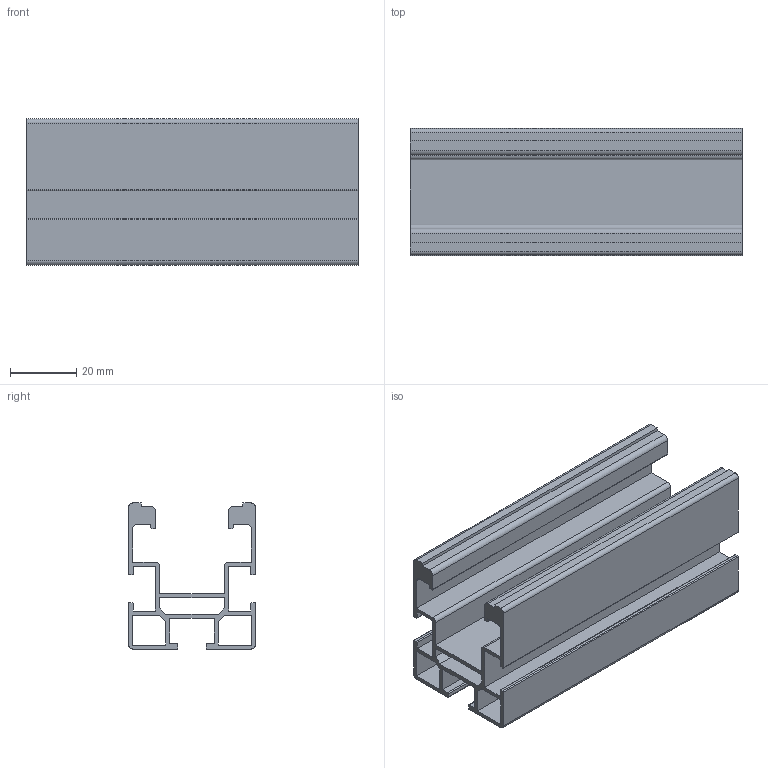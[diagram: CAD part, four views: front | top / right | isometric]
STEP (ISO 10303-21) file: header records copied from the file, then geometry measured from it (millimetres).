
FILE_DESCRIPTION(/* description */ ('NOSNÍK 90601 Solar'),/* implementation_level */ '2;1');
FILE_NAME(/* name */ '90601Solar.stp',/* time_stamp */ '2023-06-21T16:18:46+02:00',/* author */ ('zbynek.vasica'),/* organization */ ('Alutec K&K'),/* preprocessor_version */ 'ST-DEVELOPER v18.1',/* originating_system */ 'Autodesk Inventor 2021',/* authorisation */ '');
FILE_SCHEMA (('AUTOMOTIVE_DESIGN { 1 0 10303 214 3 1 1 }'));
Length unit declared in the file: millimetre
Products named in the file (1): 90601Solar
Bounding box: 100 x 38.2 x 44 mm (x, y, z)
Volume: 35147.5 mm3; surface area: 45227.8 mm2
Topology: 1 solids, 1 shells, 92 faces, 270 edges, 180 vertices
Faces by surface type: plane 66, cylinder 26
Entity records: 3099 total; most frequent: CARTESIAN_POINT 543, ORIENTED_EDGE 540, DIRECTION 508, EDGE_CURVE 270, LINE 218, VECTOR 218, VERTEX_POINT 180, AXIS2_PLACEMENT_3D 145
